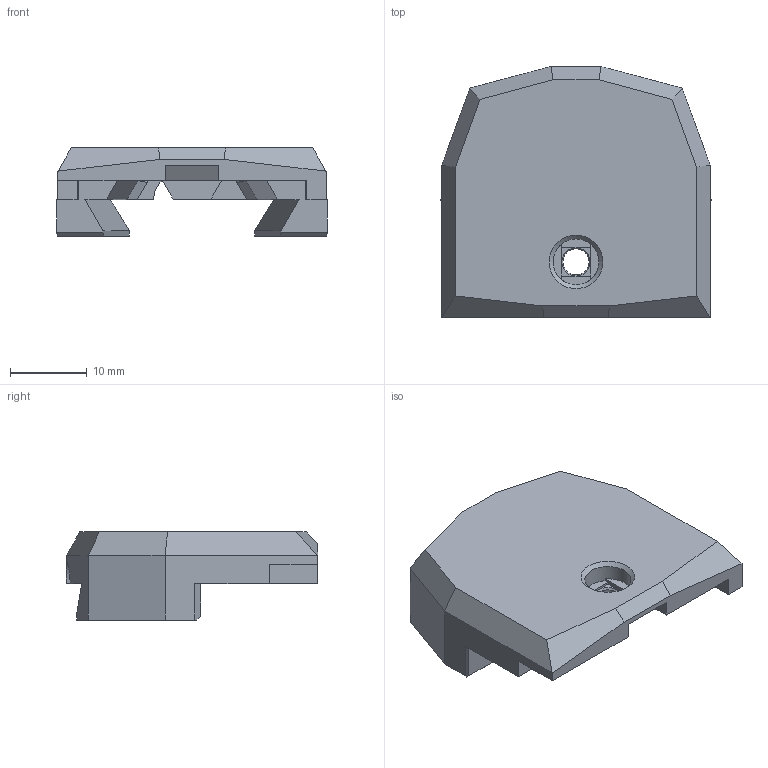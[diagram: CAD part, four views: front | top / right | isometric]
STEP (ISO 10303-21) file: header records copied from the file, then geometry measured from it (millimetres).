
FILE_DESCRIPTION(/* description */ (''),/* implementation_level */ '2;1');
FILE_NAME(/* name */ 'MINI-heatbed-cable-cover-top.stp',/* time_stamp */ '2019',/* author */ ('Robert Turinsky'),/* organization */ (''),/* preprocessor_version */ 'ST-DEVELOPER v17.2',/* originating_system */ 'Autodesk Inventor 2019',/* authorisation */ '');
FILE_SCHEMA (('AUTOMOTIVE_DESIGN { 1 0 10303 214 3 1 1 }'));
Length unit declared in the file: millimetre
Products named in the file (1): heatbed-cable-cover-top
Bounding box: 35.34 x 32.75 x 11.5 mm (x, y, z)
Volume: 4733.5 mm3; surface area: 3693.9 mm2
Topology: 1 solids, 1 shells, 110 faces, 290 edges, 182 vertices
Faces by surface type: plane 99, cylinder 7, cone 4
Full cylindrical faces by diameter (mm): 3.4 x1, 6 x1
Entity records: 3356 total; most frequent: CARTESIAN_POINT 591, ORIENTED_EDGE 580, DIRECTION 541, EDGE_CURVE 290, LINE 253, VECTOR 253, VERTEX_POINT 182, AXIS2_PLACEMENT_3D 144
